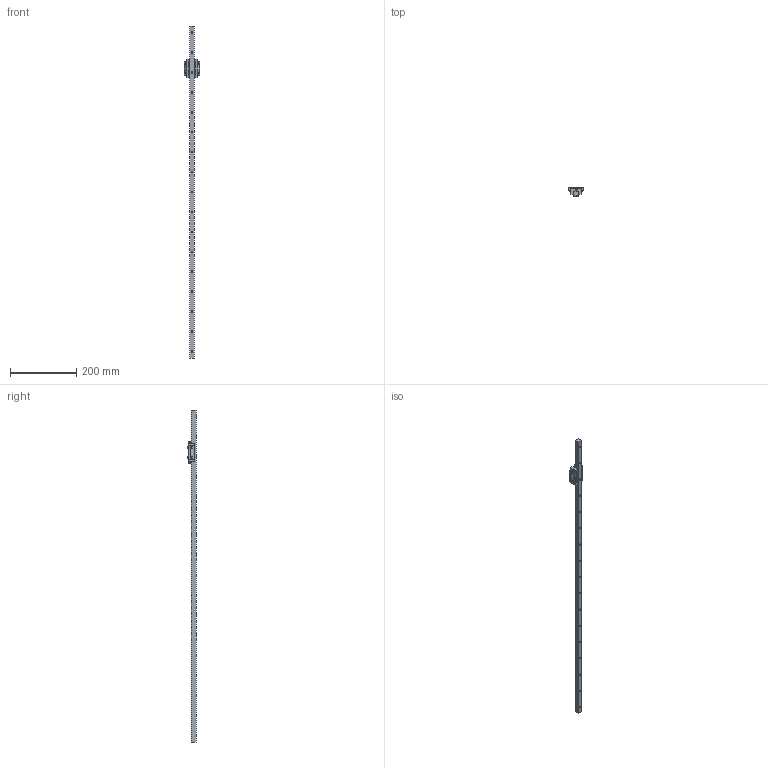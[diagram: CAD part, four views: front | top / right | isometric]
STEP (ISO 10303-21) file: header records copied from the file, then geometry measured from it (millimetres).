
FILE_DESCRIPTION((''),'2;1');
FILE_NAME('BRS15-A0_MISUMI_ASM','2013-03-29T',('SM6131'),(''),'PRO/ENGINEER BY PARAMETRIC TECHNOLOGY CORPORATION, 2009460','PRO/ENGINEER BY PARAMETRIC TECHNOLOGY CORPORATION, 2009460','');
FILE_SCHEMA(('CONFIG_CONTROL_DESIGN'));
Length unit declared in the file: millimetre
Products named in the file (5): BRR15_MISUMI; BRC15-A0; VN-SA-D1-05-00; BR15C-A0_17_ASM; BRS15-A0_MISUMI_ASM
Assembly tree (5 placements, depth 3):
  BRS15-A0_MISUMI_ASM
    BRR15_MISUMI
    BR15C-A0_17_ASM
      BRC15-A0
      VN-SA-D1-05-00  x2
Bounding box: 46.95 x 24.2 x 1000 mm (x, y, z)
Volume: 233260.5 mm3; surface area: 72926.7 mm2
Topology: 4 solids, 8 shells, 255 faces, 660 edges, 434 vertices
Faces by surface type: cylinder 118, plane 115, cone 18, bspline 4
Entity records: 7750 total; most frequent: CARTESIAN_POINT 1512, DIRECTION 1328, ORIENTED_EDGE 1216, EDGE_CURVE 624, AXIS2_PLACEMENT_3D 490, VERTEX_POINT 412, VECTOR 348, LINE 348
